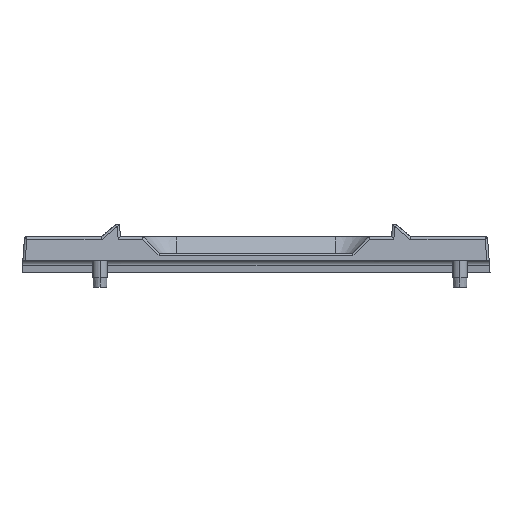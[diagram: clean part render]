
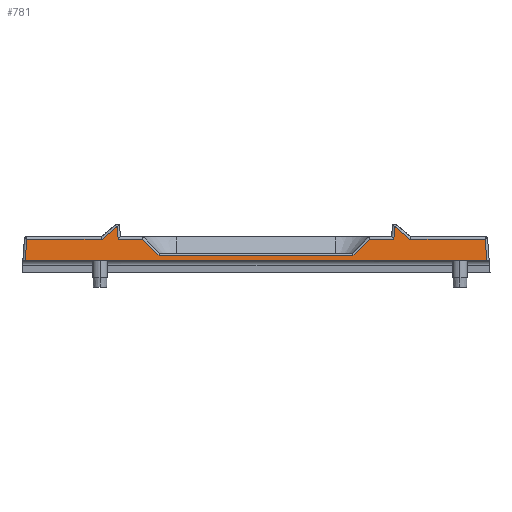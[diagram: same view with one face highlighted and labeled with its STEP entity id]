
A CAD part, left-side view. The second image highlights one B-rep face of the part: STEP entity #781.
In plain terms, the highlighted planar face has unit normal (-0.998, 0, 0.07).
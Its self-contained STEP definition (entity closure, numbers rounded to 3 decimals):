
#781=ADVANCED_FACE('',(#1558),#1559,.F.);
#1558=FACE_OUTER_BOUND('',#2388,.T.);
#1559=PLANE('',#2389);
#2388=EDGE_LOOP('',(#4197,#4198,#4199,#4200,#4201,#4202,#4203,#4204,#4205,#4206,#4207,#4208,#4209,#4210,#4211,#4212));
#2389=AXIS2_PLACEMENT_3D('',#4213,#4214,#4215);
#4197=ORIENTED_EDGE('',*,*,#5648,.T.);
#4198=ORIENTED_EDGE('',*,*,#5649,.T.);
#4199=ORIENTED_EDGE('',*,*,#5650,.T.);
#4200=ORIENTED_EDGE('',*,*,#5651,.T.);
#4201=ORIENTED_EDGE('',*,*,#5652,.T.);
#4202=ORIENTED_EDGE('',*,*,#5653,.T.);
#4203=ORIENTED_EDGE('',*,*,#5654,.T.);
#4204=ORIENTED_EDGE('',*,*,#5655,.T.);
#4205=ORIENTED_EDGE('',*,*,#5656,.T.);
#4206=ORIENTED_EDGE('',*,*,#5657,.T.);
#4207=ORIENTED_EDGE('',*,*,#5658,.T.);
#4208=ORIENTED_EDGE('',*,*,#5659,.T.);
#4209=ORIENTED_EDGE('',*,*,#5660,.T.);
#4210=ORIENTED_EDGE('',*,*,#5661,.T.);
#4211=ORIENTED_EDGE('',*,*,#5662,.T.);
#4212=ORIENTED_EDGE('',*,*,#5663,.T.);
#4213=CARTESIAN_POINT('',(0.699,195.0,21.0));
#4214=DIRECTION('',(0.998,0.0,-0.07));
#4215=DIRECTION('',(0.0,-1.0,0.0));
#5648=EDGE_CURVE('',#6862,#6863,#6864,.T.);
#5649=EDGE_CURVE('',#6863,#6865,#6866,.T.);
#5650=EDGE_CURVE('',#6865,#6867,#6868,.T.);
#5651=EDGE_CURVE('',#6867,#6869,#6870,.T.);
#5652=EDGE_CURVE('',#6869,#6871,#6872,.T.);
#5653=EDGE_CURVE('',#6871,#6873,#6874,.T.);
#5654=EDGE_CURVE('',#6873,#6875,#6876,.T.);
#5655=EDGE_CURVE('',#6875,#6877,#6878,.T.);
#5656=EDGE_CURVE('',#6877,#6879,#6880,.T.);
#5657=EDGE_CURVE('',#6879,#6881,#6882,.T.);
#5658=EDGE_CURVE('',#6881,#6883,#6884,.T.);
#5659=EDGE_CURVE('',#6883,#6885,#6886,.T.);
#5660=EDGE_CURVE('',#6885,#6887,#6888,.T.);
#5661=EDGE_CURVE('',#6887,#6889,#6890,.T.);
#5662=EDGE_CURVE('',#6889,#6891,#6892,.T.);
#5663=EDGE_CURVE('',#6891,#6862,#6893,.T.);
#6862=VERTEX_POINT('',#8427);
#6863=VERTEX_POINT('',#8428);
#6864=LINE('',#8429,#8430);
#6865=VERTEX_POINT('',#8431);
#6866=LINE('',#8432,#8433);
#6867=VERTEX_POINT('',#8434);
#6868=LINE('',#8435,#8436);
#6869=VERTEX_POINT('',#8437);
#6870=LINE('',#8438,#8439);
#6871=VERTEX_POINT('',#8440);
#6872=LINE('',#8441,#8442);
#6873=VERTEX_POINT('',#8443);
#6874=LINE('',#8444,#8445);
#6875=VERTEX_POINT('',#8446);
#6876=LINE('',#8447,#8448);
#6877=VERTEX_POINT('',#8449);
#6878=LINE('',#8450,#8451);
#6879=VERTEX_POINT('',#8452);
#6880=LINE('',#8453,#8454);
#6881=VERTEX_POINT('',#8455);
#6882=LINE('',#8456,#8457);
#6883=VERTEX_POINT('',#8458);
#6884=LINE('',#8459,#8460);
#6885=VERTEX_POINT('',#8461);
#6886=LINE('',#8462,#8463);
#6887=VERTEX_POINT('',#8464);
#6888=LINE('',#8465,#8466);
#6889=VERTEX_POINT('',#8467);
#6890=LINE('',#8468,#8469);
#6891=VERTEX_POINT('',#8470);
#6892=LINE('',#8471,#8472);
#6893=LINE('',#8473,#8474);
#8427=CARTESIAN_POINT('',(0.0,193.653,11.0));
#8428=CARTESIAN_POINT('',(0.0,1.347,11.0));
#8429=CARTESIAN_POINT('',(0.0,195.0,11.0));
#8430=VECTOR('',#9909,1000.0);
#8431=CARTESIAN_POINT('',(0.634,1.981,20.07));
#8432=CARTESIAN_POINT('',(0.694,2.042,20.931));
#8433=VECTOR('',#9910,1000.0);
#8434=CARTESIAN_POINT('',(0.634,33.364,20.07));
#8435=CARTESIAN_POINT('',(0.634,195.0,20.07));
#8436=VECTOR('',#9911,1000.0);
#8437=CARTESIAN_POINT('',(0.984,39.323,25.07));
#8438=CARTESIAN_POINT('',(0.998,39.569,25.276));
#8439=VECTOR('',#9912,1000.0);
#8440=CARTESIAN_POINT('',(0.984,39.718,25.07));
#8441=CARTESIAN_POINT('',(0.984,40.65,25.07));
#8442=VECTOR('',#9913,1000.0);
#8443=CARTESIAN_POINT('',(0.634,40.067,20.07));
#8444=CARTESIAN_POINT('',(-0.051,40.753,10.266));
#8445=VECTOR('',#9914,1000.0);
#8446=CARTESIAN_POINT('',(0.634,50.086,20.07));
#8447=CARTESIAN_POINT('',(0.634,195.0,20.07));
#8448=VECTOR('',#9915,1000.0);
#8449=CARTESIAN_POINT('',(0.145,57.086,13.07));
#8450=CARTESIAN_POINT('',(-4.388,121.9,-51.744));
#8451=VECTOR('',#9916,1000.0);
#8452=CARTESIAN_POINT('',(0.145,137.914,13.07));
#8453=CARTESIAN_POINT('',(0.145,195.0,13.07));
#8454=VECTOR('',#9917,1000.0);
#8455=CARTESIAN_POINT('',(0.634,144.914,20.07));
#8456=CARTESIAN_POINT('',(2.414,170.362,45.518));
#8457=VECTOR('',#9918,1000.0);
#8458=CARTESIAN_POINT('',(0.634,154.933,20.07));
#8459=CARTESIAN_POINT('',(0.634,195.0,20.07));
#8460=VECTOR('',#9919,1000.0);
#8461=CARTESIAN_POINT('',(0.984,155.282,25.07));
#8462=CARTESIAN_POINT('',(0.893,155.191,23.77));
#8463=VECTOR('',#9920,1000.0);
#8464=CARTESIAN_POINT('',(0.984,155.677,25.07));
#8465=CARTESIAN_POINT('',(0.984,156.041,25.07));
#8466=VECTOR('',#9921,1000.0);
#8467=CARTESIAN_POINT('',(0.634,161.636,20.07));
#8468=CARTESIAN_POINT('',(0.649,161.39,20.276));
#8469=VECTOR('',#9922,1000.0);
#8470=CARTESIAN_POINT('',(0.634,193.019,20.07));
#8471=CARTESIAN_POINT('',(0.634,195.0,20.07));
#8472=VECTOR('',#9923,1000.0);
#8473=CARTESIAN_POINT('',(-0.005,193.658,10.931));
#8474=VECTOR('',#9924,1000.0);
#9909=DIRECTION('',(0.0,-1.0,0.0));
#9910=DIRECTION('',(0.07,0.07,0.995));
#9911=DIRECTION('',(0.0,1.0,0.0));
#9912=DIRECTION('',(0.045,0.765,0.642));
#9913=DIRECTION('',(0.0,1.0,0.0));
#9914=DIRECTION('',(-0.07,0.07,-0.995));
#9915=DIRECTION('',(0.0,1.0,0.0));
#9916=DIRECTION('',(-0.049,0.706,-0.706));
#9917=DIRECTION('',(0.0,1.0,0.0));
#9918=DIRECTION('',(0.049,0.706,0.706));
#9919=DIRECTION('',(0.0,1.0,0.0));
#9920=DIRECTION('',(0.07,0.07,0.995));
#9921=DIRECTION('',(0.0,1.0,0.0));
#9922=DIRECTION('',(-0.045,0.765,-0.642));
#9923=DIRECTION('',(0.0,1.0,0.0));
#9924=DIRECTION('',(-0.07,0.07,-0.995));
